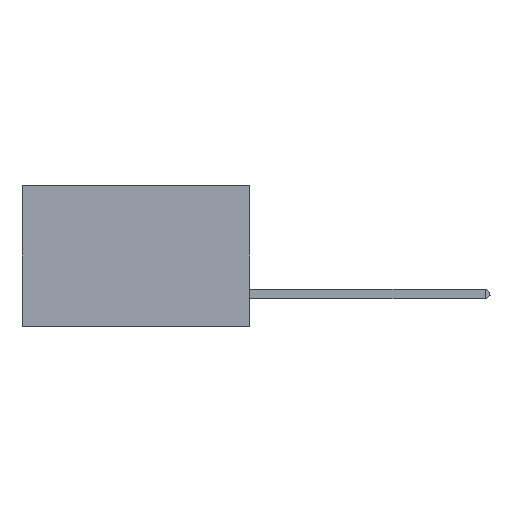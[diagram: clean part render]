
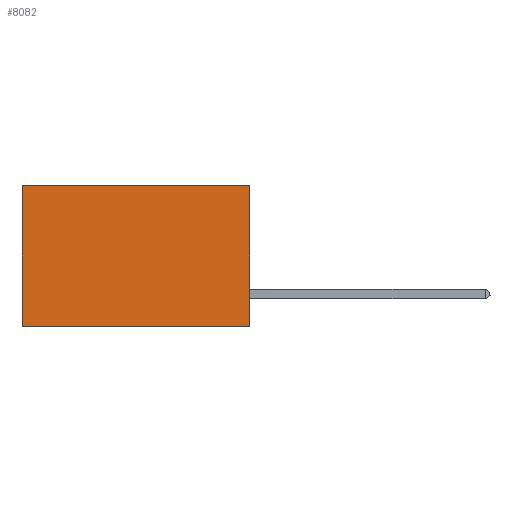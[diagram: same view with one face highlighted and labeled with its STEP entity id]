
A CAD part, left-side view. The second image highlights one B-rep face of the part: STEP entity #8082.
In plain terms, the highlighted planar face has unit normal (-1, 0, 0).
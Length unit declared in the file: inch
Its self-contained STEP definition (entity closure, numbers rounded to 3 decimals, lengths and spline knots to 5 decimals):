
#934 = CARTESIAN_POINT ( 'NONE',  ( 0.2875, 0., 0. ) ) ;
#1017 = CARTESIAN_POINT ( 'NONE',  ( 0.2875, 0., 0. ) ) ;
#1338 = VERTEX_POINT ( 'NONE', #7550 ) ;
#2856 = DIRECTION ( 'NONE',  ( 0., 0., -1. ) ) ;
#3115 = EDGE_CURVE ( 'NONE', #1338, #9057, #4147, .T. ) ;
#3345 = AXIS2_PLACEMENT_3D ( 'NONE', #3775, #5276, #2856 ) ;
#3775 = CARTESIAN_POINT ( 'NONE',  ( 0.2875, 0., 0. ) ) ;
#3867 = VECTOR ( 'NONE', #4856, 39.37008 ) ;
#3968 = EDGE_CURVE ( 'NONE', #9057, #6118, #4125, .T. ) ;
#4125 = LINE ( 'NONE', #9257, #4243 ) ;
#4139 = DIRECTION ( 'NONE',  ( 0., 1., 0. ) ) ;
#4147 = LINE ( 'NONE', #934, #10142 ) ;
#4202 = CARTESIAN_POINT ( 'NONE',  ( 0.2875, 0., -0.37 ) ) ;
#4243 = VECTOR ( 'NONE', #4487, 39.37008 ) ;
#4487 = DIRECTION ( 'NONE',  ( 0., 0., -1. ) ) ;
#4544 = FACE_OUTER_BOUND ( 'NONE', #7885, .T. ) ;
#4672 = DIRECTION ( 'NONE',  ( 0., 1., 0. ) ) ;
#4856 = DIRECTION ( 'NONE',  ( 0., 0., -1. ) ) ;
#4907 = ORIENTED_EDGE ( 'NONE', *, *, #3968, .T. ) ;
#5042 = VERTEX_POINT ( 'NONE', #4202 ) ;
#5276 = DIRECTION ( 'NONE',  ( 1., 0., 0. ) ) ;
#6118 = VERTEX_POINT ( 'NONE', #10077 ) ;
#6172 = PLANE ( 'NONE',  #3345 ) ;
#7550 = CARTESIAN_POINT ( 'NONE',  ( 0.2875, 0., 0. ) ) ;
#7885 = EDGE_LOOP ( 'NONE', ( #4907, #8673, #7998, #8217 ) ) ;
#7998 = ORIENTED_EDGE ( 'NONE', *, *, #9850, .F. ) ;
#8075 = CARTESIAN_POINT ( 'NONE',  ( 0.2875, 0.6, 0. ) ) ;
#8082 = ADVANCED_FACE ( 'NONE', ( #4544 ), #6172, .F. ) ;
#8105 = LINE ( 'NONE', #1017, #3867 ) ;
#8217 = ORIENTED_EDGE ( 'NONE', *, *, #3115, .T. ) ;
#8673 = ORIENTED_EDGE ( 'NONE', *, *, #9765, .F. ) ;
#8866 = LINE ( 'NONE', #9432, #9856 ) ;
#9057 = VERTEX_POINT ( 'NONE', #8075 ) ;
#9257 = CARTESIAN_POINT ( 'NONE',  ( 0.2875, 0.6, 0. ) ) ;
#9432 = CARTESIAN_POINT ( 'NONE',  ( 0.2875, 0., -0.37 ) ) ;
#9765 = EDGE_CURVE ( 'NONE', #5042, #6118, #8866, .T. ) ;
#9850 = EDGE_CURVE ( 'NONE', #1338, #5042, #8105, .T. ) ;
#9856 = VECTOR ( 'NONE', #4672, 39.37008 ) ;
#10077 = CARTESIAN_POINT ( 'NONE',  ( 0.2875, 0.6, -0.37 ) ) ;
#10142 = VECTOR ( 'NONE', #4139, 39.37008 ) ;
